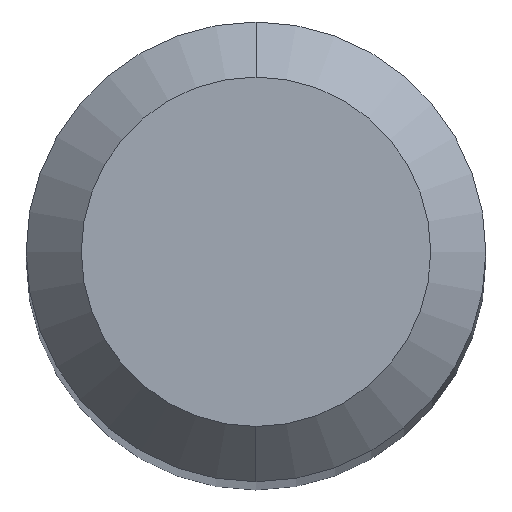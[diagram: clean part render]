
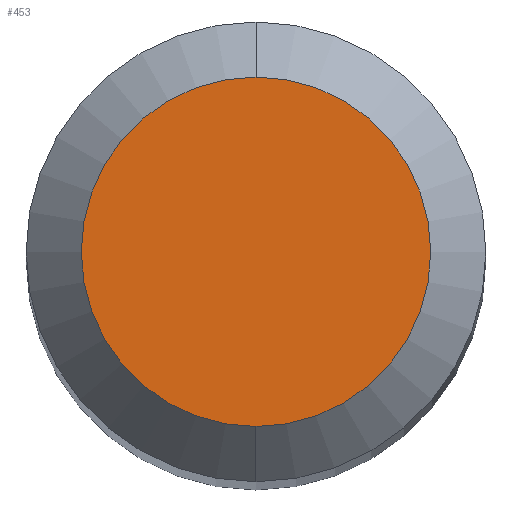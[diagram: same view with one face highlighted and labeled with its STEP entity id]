
A CAD part, top view. The second image highlights one B-rep face of the part: STEP entity #453.
In plain terms, the highlighted planar face has unit normal (0, 0, 1).
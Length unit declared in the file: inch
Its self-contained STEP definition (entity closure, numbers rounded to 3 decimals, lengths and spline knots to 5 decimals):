
#32 = DIRECTION ( 'NONE',  ( 0., 0., 1. ) ) ;
#35 = CARTESIAN_POINT ( 'NONE',  ( 0., -0.0475, 0. ) ) ;
#36 = CARTESIAN_POINT ( 'NONE',  ( 0., 0.0475, 0. ) ) ;
#37 = AXIS2_PLACEMENT_3D ( 'NONE', #203, #282, #356 ) ;
#55 = CIRCLE ( 'NONE', #301, 0.0475 ) ;
#97 = DIRECTION ( 'NONE',  ( 0., 0., -1. ) ) ;
#101 = ORIENTED_EDGE ( 'NONE', *, *, #297, .T. ) ;
#180 = VERTEX_POINT ( 'NONE', #36 ) ;
#203 = CARTESIAN_POINT ( 'NONE',  ( 0., 0., 0. ) ) ;
#216 = DIRECTION ( 'NONE',  ( 0., 1., 0. ) ) ;
#228 = CARTESIAN_POINT ( 'NONE',  ( 0., 0., 0. ) ) ;
#247 = VERTEX_POINT ( 'NONE', #35 ) ;
#282 = DIRECTION ( 'NONE',  ( 0., 0., 1. ) ) ;
#285 = PLANE ( 'NONE',  #317 ) ;
#297 = EDGE_CURVE ( 'NONE', #180, #247, #55, .T. ) ;
#301 = AXIS2_PLACEMENT_3D ( 'NONE', #228, #32, #485 ) ;
#317 = AXIS2_PLACEMENT_3D ( 'NONE', #489, #97, #216 ) ;
#321 = EDGE_CURVE ( 'NONE', #247, #180, #463, .T. ) ;
#356 = DIRECTION ( 'NONE',  ( 0., -1., 0. ) ) ;
#360 = ORIENTED_EDGE ( 'NONE', *, *, #321, .T. ) ;
#453 = ADVANCED_FACE ( 'NONE', ( #461 ), #285, .F. ) ;
#459 = EDGE_LOOP ( 'NONE', ( #101, #360 ) ) ;
#461 = FACE_OUTER_BOUND ( 'NONE', #459, .T. ) ;
#463 = CIRCLE ( 'NONE', #37, 0.0475 ) ;
#485 = DIRECTION ( 'NONE',  ( 0., -1., 0. ) ) ;
#489 = CARTESIAN_POINT ( 'NONE',  ( 0., 0.0475, 0. ) ) ;
